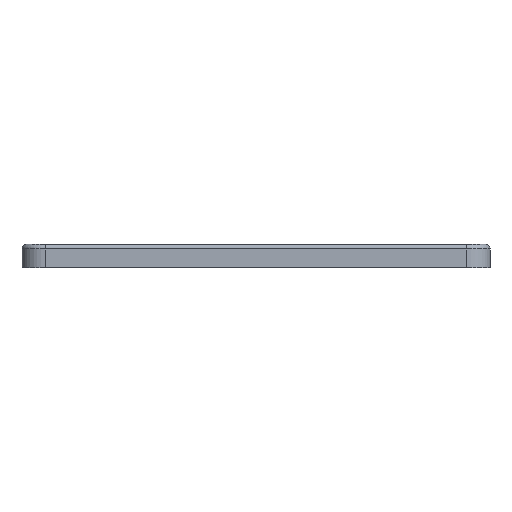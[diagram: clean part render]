
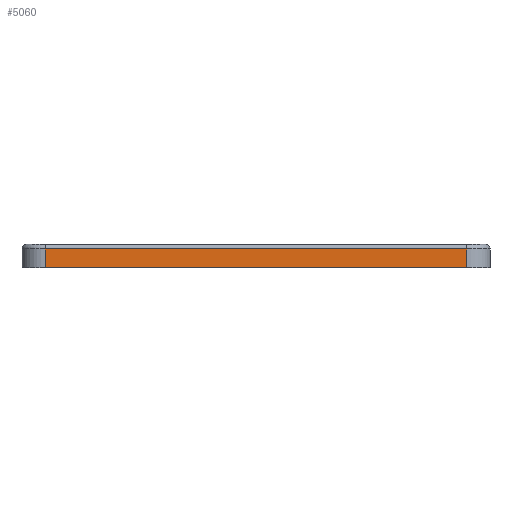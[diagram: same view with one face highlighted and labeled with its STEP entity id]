
A CAD part, left-side view. The second image highlights one B-rep face of the part: STEP entity #5060.
In plain terms, the highlighted planar face has unit normal (-1, 0, 0).
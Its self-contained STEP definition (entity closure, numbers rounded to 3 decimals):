
#273=PLANE('',#5291);
#528=FACE_OUTER_BOUND('',#837,.T.);
#837=EDGE_LOOP('',(#4498,#4499,#4500,#4501));
#1213=LINE('',#9589,#1623);
#1239=LINE('',#9739,#1649);
#1251=LINE('',#9789,#1661);
#1252=LINE('',#9791,#1662);
#1623=VECTOR('',#5851,10.);
#1649=VECTOR('',#6007,10.);
#1661=VECTOR('',#6073,10.);
#1662=VECTOR('',#6076,10.);
#2352=VERTEX_POINT('',#9586);
#2353=VERTEX_POINT('',#9588);
#2409=VERTEX_POINT('',#9729);
#2411=VERTEX_POINT('',#9735);
#3035=EDGE_CURVE('',#2352,#2353,#1213,.T.);
#3106=EDGE_CURVE('',#2409,#2411,#1239,.T.);
#3132=EDGE_CURVE('',#2411,#2352,#1251,.T.);
#3133=EDGE_CURVE('',#2353,#2409,#1252,.T.);
#4498=ORIENTED_EDGE('',*,*,#3106,.F.);
#4499=ORIENTED_EDGE('',*,*,#3133,.F.);
#4500=ORIENTED_EDGE('',*,*,#3035,.F.);
#4501=ORIENTED_EDGE('',*,*,#3132,.F.);
#5060=ADVANCED_FACE('',(#528),#273,.T.);
#5291=AXIS2_PLACEMENT_3D('',#9790,#6074,#6075);
#5851=DIRECTION('',(0.,1.,0.));
#6007=DIRECTION('',(0.,-1.,0.));
#6073=DIRECTION('',(0.,0.,-1.));
#6074=DIRECTION('center_axis',(-1.,0.,0.));
#6075=DIRECTION('ref_axis',(0.,-1.,0.));
#6076=DIRECTION('',(0.,0.,1.));
#9586=CARTESIAN_POINT('',(-46.103,-86.506,-1.));
#9588=CARTESIAN_POINT('',(-46.103,3.494,-1.));
#9589=CARTESIAN_POINT('',(-46.103,-91.506,-1.));
#9729=CARTESIAN_POINT('',(-46.103,3.494,3.));
#9735=CARTESIAN_POINT('',(-46.103,-86.506,3.));
#9739=CARTESIAN_POINT('',(-46.103,-16.506,3.));
#9789=CARTESIAN_POINT('',(-46.103,-86.506,0.));
#9790=CARTESIAN_POINT('Origin',(-46.103,8.494,0.));
#9791=CARTESIAN_POINT('',(-46.103,3.494,0.));
